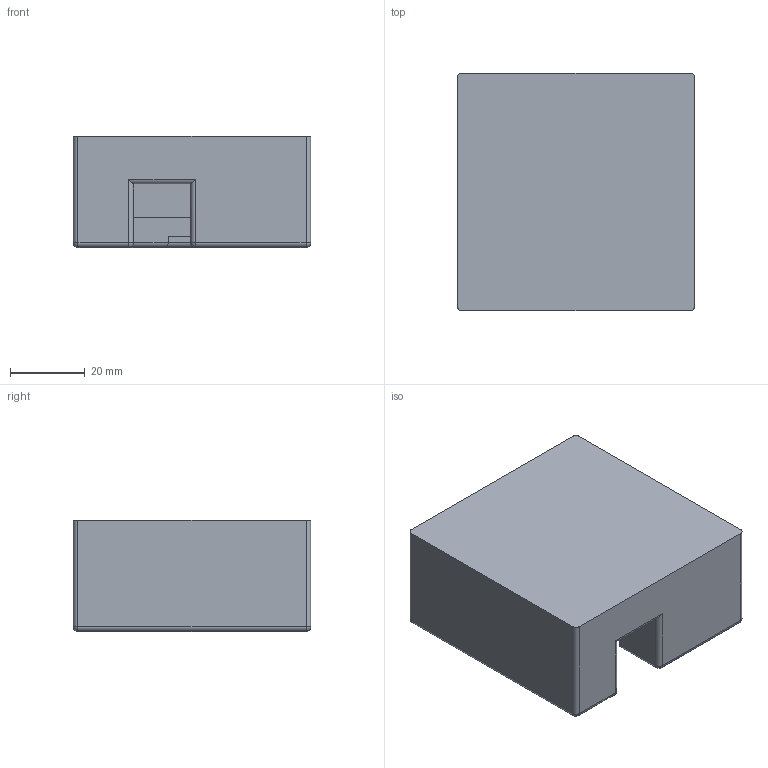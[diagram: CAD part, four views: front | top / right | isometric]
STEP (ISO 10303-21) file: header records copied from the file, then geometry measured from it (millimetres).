
FILE_DESCRIPTION(/* description */ ('STEP AP242','CAx-IF Rec.Pracs.---Representation and Presentation of Product Manufacturing Information (PMI)---4.0---2014-10-13','CAx-IF Rec.Pracs.---3D Tessellated Geometry---0.4---2014-09-14','2;1'),/* implementation_level */ '2;1');
FILE_NAME(/* name */ '68e5706278b8535cfd24f240',/* time_stamp */ '2025-10-07T19:56:18Z',/* author */ (''),/* organization */ (''),/* preprocessor_version */ 'ST-DEVELOPER v20',/* originating_system */ 'ONSHAPE BY PTC INC, 1.204',/* authorisation */ ' ');
FILE_SCHEMA (('AP242_MANAGED_MODEL_BASED_3D_ENGINEERING_MIM_LF { 1 0 10303 442 1 1 4 }'));
Length unit declared in the file: metre
Products named in the file (1): Part 1
Bounding box: 63.5 x 63.5 x 29.72 mm (x, y, z)
Volume: 100447.2 mm3; surface area: 17396.8 mm2
Topology: 1 solids, 1 shells, 62 faces, 150 edges, 84 vertices
Faces by surface type: cylinder 28, plane 26, sphere 6, torus 2
Entity records: 1748 total; most frequent: DIRECTION 316, CARTESIAN_POINT 291, ORIENTED_EDGE 288, EDGE_CURVE 144, AXIS2_PLACEMENT_3D 109, LINE 98, VECTOR 98, VERTEX_POINT 84
